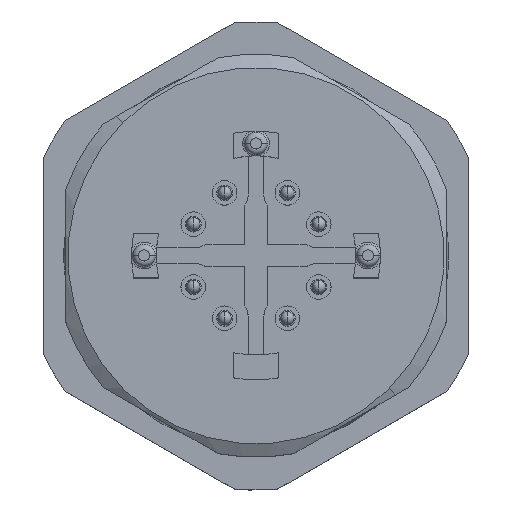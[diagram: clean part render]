
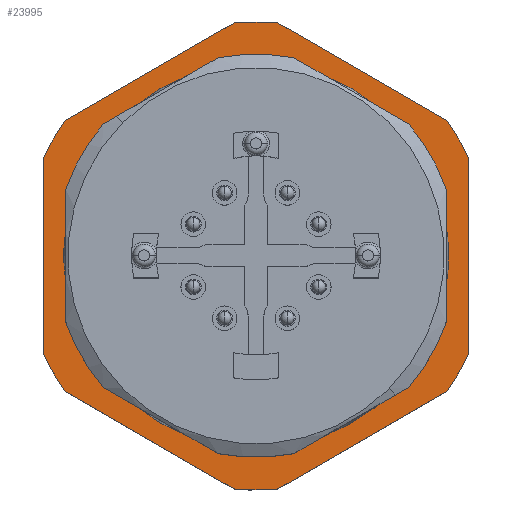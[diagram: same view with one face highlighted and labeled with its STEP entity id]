
A CAD part, top view. The second image highlights one B-rep face of the part: STEP entity #23995.
In plain terms, the highlighted face is planar.
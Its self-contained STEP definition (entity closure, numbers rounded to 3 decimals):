
#23522=CARTESIAN_POINT('',(0.,0.,-2.8));
#23523=DIRECTION('',(0.,0.,1.));
#23524=DIRECTION('',(0.,1.,0.));
#23525=AXIS2_PLACEMENT_3D('',#23522,#23523,#23524);
#23527=CARTESIAN_POINT('',(0.,0.,-2.8));
#23528=DIRECTION('',(0.,0.,-1.));
#23529=DIRECTION('',(0.,1.,0.));
#23530=AXIS2_PLACEMENT_3D('',#23527,#23528,#23529);
#23532=DIRECTION('',(-1.,0.,0.));
#23533=VECTOR('',#23532,8.707);
#23534=CARTESIAN_POINT('',(4.353,-9.5,-2.8));
#23535=LINE('',#23534,#23533);
#23536=DIRECTION('',(-0.5,-0.866,0.));
#23537=VECTOR('',#23536,8.707);
#23538=CARTESIAN_POINT('',(10.404,-0.98,-2.8));
#23539=LINE('',#23538,#23537);
#23540=DIRECTION('',(0.5,-0.866,0.));
#23541=VECTOR('',#23540,8.707);
#23542=CARTESIAN_POINT('',(6.051,8.52,-2.8));
#23543=LINE('',#23542,#23541);
#23544=DIRECTION('',(1.,0.,0.));
#23545=VECTOR('',#23544,8.707);
#23546=CARTESIAN_POINT('',(-4.353,9.5,-2.8));
#23547=LINE('',#23546,#23545);
#23548=DIRECTION('',(0.5,0.866,0.));
#23549=VECTOR('',#23548,8.707);
#23550=CARTESIAN_POINT('',(-10.404,0.98,-2.8));
#23551=LINE('',#23550,#23549);
#23552=DIRECTION('',(-0.5,0.866,0.));
#23553=VECTOR('',#23552,8.707);
#23554=CARTESIAN_POINT('',(-6.051,-8.52,-2.8));
#23555=LINE('',#23554,#23553);
#23640=CARTESIAN_POINT('',(0.,0.,-2.8));
#23641=DIRECTION('',(0.,0.,1.));
#23642=DIRECTION('',(-0.579,-0.815,0.));
#23643=AXIS2_PLACEMENT_3D('',#23640,#23641,#23642);
#23645=CARTESIAN_POINT('',(0.,0.,-2.8));
#23646=DIRECTION('',(0.,0.,1.));
#23647=DIRECTION('',(-0.996,0.094,0.));
#23648=AXIS2_PLACEMENT_3D('',#23645,#23646,#23647);
#23650=CARTESIAN_POINT('',(0.,0.,-2.8));
#23651=DIRECTION('',(0.,0.,1.));
#23652=DIRECTION('',(-0.417,0.909,0.));
#23653=AXIS2_PLACEMENT_3D('',#23650,#23651,#23652);
#23699=CARTESIAN_POINT('',(0.,0.,-2.8));
#23700=DIRECTION('',(0.,0.,-1.));
#23701=DIRECTION('',(0.996,0.094,0.));
#23702=AXIS2_PLACEMENT_3D('',#23699,#23700,#23701);
#23704=CARTESIAN_POINT('',(0.,0.,-2.8));
#23705=DIRECTION('',(0.,0.,-1.));
#23706=DIRECTION('',(0.579,-0.815,0.));
#23707=AXIS2_PLACEMENT_3D('',#23704,#23705,#23706);
#23709=CARTESIAN_POINT('',(0.,0.,-2.8));
#23710=DIRECTION('',(0.,0.,-1.));
#23711=DIRECTION('',(0.417,0.909,0.));
#23712=AXIS2_PLACEMENT_3D('',#23709,#23710,#23711);
#23766=CARTESIAN_POINT('',(4.353,-9.5,-2.8));
#23767=CARTESIAN_POINT('',(-4.353,-9.5,-2.8));
#23768=VERTEX_POINT('',#23766);
#23769=VERTEX_POINT('',#23767);
#23770=CARTESIAN_POINT('',(10.404,-0.98,-2.8));
#23771=CARTESIAN_POINT('',(6.051,-8.52,-2.8));
#23772=VERTEX_POINT('',#23770);
#23773=VERTEX_POINT('',#23771);
#23774=CARTESIAN_POINT('',(6.051,8.52,-2.8));
#23775=CARTESIAN_POINT('',(10.404,0.98,-2.8));
#23776=VERTEX_POINT('',#23774);
#23777=VERTEX_POINT('',#23775);
#23778=CARTESIAN_POINT('',(-4.353,9.5,-2.8));
#23779=CARTESIAN_POINT('',(4.353,9.5,-2.8));
#23780=VERTEX_POINT('',#23778);
#23781=VERTEX_POINT('',#23779);
#23782=CARTESIAN_POINT('',(-10.404,0.98,-2.8));
#23783=CARTESIAN_POINT('',(-6.051,8.52,-2.8));
#23784=VERTEX_POINT('',#23782);
#23785=VERTEX_POINT('',#23783);
#23786=CARTESIAN_POINT('',(-6.051,-8.52,-2.8));
#23787=CARTESIAN_POINT('',(-10.404,-0.98,-2.8));
#23788=VERTEX_POINT('',#23786);
#23789=VERTEX_POINT('',#23787);
#23832=CARTESIAN_POINT('',(0.,8.25,-2.8));
#23833=VERTEX_POINT('',#23832);
#23836=CARTESIAN_POINT('',(0.,-8.25,-2.8));
#23837=VERTEX_POINT('',#23836);
#23960=CARTESIAN_POINT('',(0.,0.,-2.8));
#23961=DIRECTION('',(0.,0.,-1.));
#23962=DIRECTION('',(0.,-1.,0.));
#23963=AXIS2_PLACEMENT_3D('',#23960,#23961,#23962);
#23964=PLANE('',#23963);
#23966=ORIENTED_EDGE('',*,*,#23965,.F.);
#23968=ORIENTED_EDGE('',*,*,#23967,.F.);
#23970=ORIENTED_EDGE('',*,*,#23969,.F.);
#23972=ORIENTED_EDGE('',*,*,#23971,.F.);
#23974=ORIENTED_EDGE('',*,*,#23973,.F.);
#23976=ORIENTED_EDGE('',*,*,#23975,.F.);
#23978=ORIENTED_EDGE('',*,*,#23977,.F.);
#23980=ORIENTED_EDGE('',*,*,#23979,.T.);
#23982=ORIENTED_EDGE('',*,*,#23981,.F.);
#23984=ORIENTED_EDGE('',*,*,#23983,.T.);
#23986=ORIENTED_EDGE('',*,*,#23985,.F.);
#23988=ORIENTED_EDGE('',*,*,#23987,.T.);
#23989=EDGE_LOOP('',(#23966,#23968,#23970,#23972,#23974,#23976,#23978,#23980,
#23982,#23984,#23986,#23988));
#23990=FACE_OUTER_BOUND('',#23989,.F.);
#23991=ORIENTED_EDGE('',*,*,#23953,.F.);
#23992=ORIENTED_EDGE('',*,*,#23942,.T.);
#23993=EDGE_LOOP('',(#23991,#23992));
#23994=FACE_BOUND('',#23993,.F.);
#23995=ADVANCED_FACE('',(#23990,#23994),#23964,.T.);
#23526=CIRCLE('',#23525,8.25);
#23531=CIRCLE('',#23530,8.25);
#23644=CIRCLE('',#23643,10.45);
#23649=CIRCLE('',#23648,10.45);
#23654=CIRCLE('',#23653,10.45);
#23703=CIRCLE('',#23702,10.45);
#23708=CIRCLE('',#23707,10.45);
#23713=CIRCLE('',#23712,10.45);
#23942=EDGE_CURVE('',#23833,#23837,#23531,.T.);
#23953=EDGE_CURVE('',#23833,#23837,#23526,.T.);
#23965=EDGE_CURVE('',#23768,#23769,#23535,.T.);
#23967=EDGE_CURVE('',#23773,#23768,#23708,.T.);
#23969=EDGE_CURVE('',#23772,#23773,#23539,.T.);
#23971=EDGE_CURVE('',#23777,#23772,#23703,.T.);
#23973=EDGE_CURVE('',#23776,#23777,#23543,.T.);
#23975=EDGE_CURVE('',#23781,#23776,#23713,.T.);
#23977=EDGE_CURVE('',#23780,#23781,#23547,.T.);
#23979=EDGE_CURVE('',#23780,#23785,#23654,.T.);
#23981=EDGE_CURVE('',#23784,#23785,#23551,.T.);
#23983=EDGE_CURVE('',#23784,#23789,#23649,.T.);
#23985=EDGE_CURVE('',#23788,#23789,#23555,.T.);
#23987=EDGE_CURVE('',#23788,#23769,#23644,.T.);
